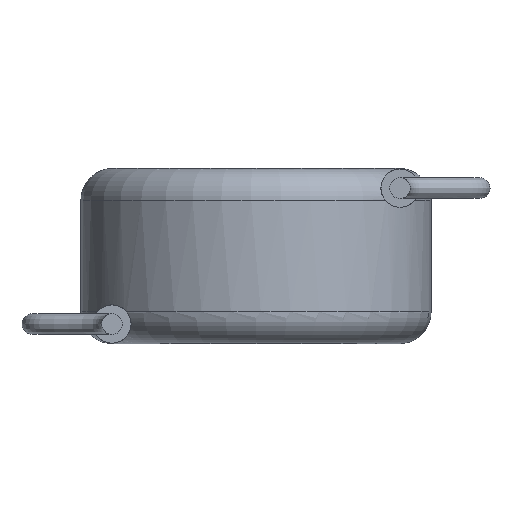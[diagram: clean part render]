
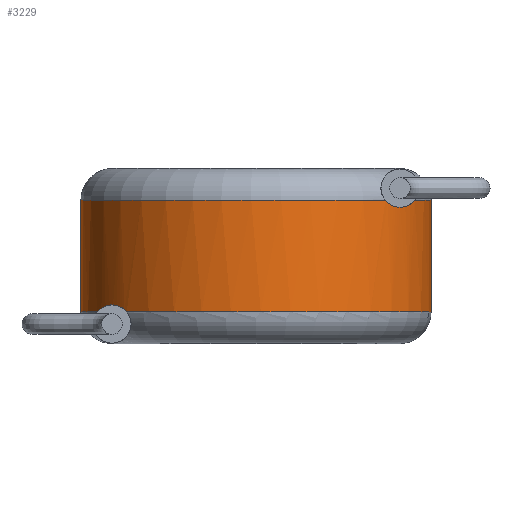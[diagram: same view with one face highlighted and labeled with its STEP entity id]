
A CAD part, front view. The second image highlights one B-rep face of the part: STEP entity #3229.
In plain terms, the highlighted cylindrical face has radius 5.5 mm (diameter 11 mm), a partial arc.
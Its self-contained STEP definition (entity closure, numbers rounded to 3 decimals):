
#9 = CARTESIAN_POINT ( 'NONE',  ( 4.061, -3.71, 4.5 ) ) ;
#28 = CARTESIAN_POINT ( 'NONE',  ( -4.641, -2.955, 1.21 ) ) ;
#157 = VECTOR ( 'NONE', #2466, 1000. ) ;
#160 = DIRECTION ( 'NONE',  ( -1., 0., 0. ) ) ;
#180 = CARTESIAN_POINT ( 'NONE',  ( 4.447, -3.239, 4.284 ) ) ;
#215 = DIRECTION ( 'NONE',  ( 0., 0., 1. ) ) ;
#250 = ORIENTED_EDGE ( 'NONE', *, *, #475, .T. ) ;
#251 = CARTESIAN_POINT ( 'NONE',  ( 4.61, -3.004, 4.284 ) ) ;
#266 = CARTESIAN_POINT ( 'NONE',  ( -4.974, -2.347, 1.011 ) ) ;
#275 = EDGE_CURVE ( 'NONE', #3252, #3159, #278, .T. ) ;
#278 = LINE ( 'NONE', #3116, #157 ) ;
#367 = EDGE_CURVE ( 'NONE', #1780, #1867, #4028, .T. ) ;
#441 = CARTESIAN_POINT ( 'NONE',  ( -4.914, -2.474, 1.078 ) ) ;
#475 = EDGE_CURVE ( 'NONE', #1218, #840, #724, .T. ) ;
#476 = VECTOR ( 'NONE', #2799, 1000. ) ;
#493 = CARTESIAN_POINT ( 'NONE',  ( 4.061, -3.71, 4.5 ) ) ;
#526 = AXIS2_PLACEMENT_3D ( 'NONE', #2086, #2724, #160 ) ;
#534 = CARTESIAN_POINT ( 'NONE',  ( -5.5, 0., 5.5 ) ) ;
#591 = EDGE_CURVE ( 'NONE', #1612, #3165, #606, .T. ) ;
#606 = B_SPLINE_CURVE_WITH_KNOTS ( 'NONE', 3,
 ( #1241, #1901, #2538, #1911 ),
 .UNSPECIFIED., .F., .F.,
 ( 4, 4 ),
 ( 0., 0. ),
 .UNSPECIFIED. ) ;
#638 = DIRECTION ( 'NONE',  ( 1., 0., 0. ) ) ;
#704 = DIRECTION ( 'NONE',  ( 0., 0., -1. ) ) ;
#724 = B_SPLINE_CURVE_WITH_KNOTS ( 'NONE', 3,
 ( #3459, #4124, #266, #3146 ),
 .UNSPECIFIED., .F., .F.,
 ( 4, 4 ),
 ( 0., 0. ),
 .UNSPECIFIED. ) ;
#767 = CARTESIAN_POINT ( 'NONE',  ( -4.851, -2.595, 1.123 ) ) ;
#772 = EDGE_CURVE ( 'NONE', #2355, #3159, #1956, .T. ) ;
#818 = FACE_OUTER_BOUND ( 'NONE', #1783, .T. ) ;
#840 = VERTEX_POINT ( 'NONE', #2767 ) ;
#989 = VERTEX_POINT ( 'NONE', #1582 ) ;
#1129 = B_SPLINE_CURVE_WITH_KNOTS ( 'NONE', 3,
 ( #1377, #2340, #1650, #3870, #1971, #28, #2718, #767, #441, #2688 ),
 .UNSPECIFIED., .F., .F.,
 ( 4, 2, 2, 2, 4 ),
 ( 0., 0., 0.001, 0.001, 0.002 ),
 .UNSPECIFIED. ) ;
#1150 = CARTESIAN_POINT ( 'NONE',  ( 4.211, -3.541, 4.364 ) ) ;
#1218 = VERTEX_POINT ( 'NONE', #2519 ) ;
#1231 = EDGE_CURVE ( 'NONE', #989, #1395, #3511, .T. ) ;
#1241 = CARTESIAN_POINT ( 'NONE',  ( 4.983, -2.328, 4.5 ) ) ;
#1245 = B_SPLINE_CURVE_WITH_KNOTS ( 'NONE', 3,
 ( #2201, #251, #2507, #2829, #3474, #1580 ),
 .UNSPECIFIED., .F., .F.,
 ( 4, 2, 4 ),
 ( 0.003, 0.004, 0.004 ),
 .UNSPECIFIED. ) ;
#1285 = EDGE_CURVE ( 'NONE', #1395, #1218, #2060, .T. ) ;
#1302 = CARTESIAN_POINT ( 'NONE',  ( 4.522, -3.131, 4.284 ) ) ;
#1377 = CARTESIAN_POINT ( 'NONE',  ( -4.061, -3.71, 1. ) ) ;
#1395 = VERTEX_POINT ( 'NONE', #1673 ) ;
#1402 = ORIENTED_EDGE ( 'NONE', *, *, #1770, .F. ) ;
#1430 = AXIS2_PLACEMENT_3D ( 'NONE', #1821, #215, #2469 ) ;
#1435 = EDGE_CURVE ( 'NONE', #2355, #840, #1129, .T. ) ;
#1537 = CARTESIAN_POINT ( 'NONE',  ( 4.13, -3.634, 4.417 ) ) ;
#1580 = CARTESIAN_POINT ( 'NONE',  ( 4.969, -2.357, 4.484 ) ) ;
#1582 = CARTESIAN_POINT ( 'NONE',  ( -5.5, 0., 4.5 ) ) ;
#1599 = CARTESIAN_POINT ( 'NONE',  ( 5.5, 0., 1. ) ) ;
#1612 = VERTEX_POINT ( 'NONE', #2115 ) ;
#1614 = CARTESIAN_POINT ( 'NONE',  ( 0., 0., 1. ) ) ;
#1650 = CARTESIAN_POINT ( 'NONE',  ( -4.225, -3.524, 1.146 ) ) ;
#1673 = CARTESIAN_POINT ( 'NONE',  ( -5.5, 0., 1. ) ) ;
#1770 = EDGE_CURVE ( 'NONE', #1867, #3165, #1245, .T. ) ;
#1780 = VERTEX_POINT ( 'NONE', #9 ) ;
#1783 = EDGE_LOOP ( 'NONE', ( #2307, #1970, #2287, #1402, #3900, #3748, #3719, #3243, #250, #4130, #3331 ) ) ;
#1821 = CARTESIAN_POINT ( 'NONE',  ( 0., 0., 1. ) ) ;
#1867 = VERTEX_POINT ( 'NONE', #1302 ) ;
#1901 = CARTESIAN_POINT ( 'NONE',  ( 4.978, -2.338, 4.495 ) ) ;
#1911 = CARTESIAN_POINT ( 'NONE',  ( 4.969, -2.357, 4.484 ) ) ;
#1956 = CIRCLE ( 'NONE', #1430, 5.5 ) ;
#1963 = DIRECTION ( 'NONE',  ( 0., 0., 1. ) ) ;
#1970 = ORIENTED_EDGE ( 'NONE', *, *, #1985, .T. ) ;
#1971 = CARTESIAN_POINT ( 'NONE',  ( -4.482, -3.191, 1.22 ) ) ;
#1979 = EDGE_CURVE ( 'NONE', #1780, #989, #3289, .T. ) ;
#1985 = EDGE_CURVE ( 'NONE', #3252, #1612, #2450, .T. ) ;
#1988 = DIRECTION ( 'NONE',  ( 1., 0., 0. ) ) ;
#2060 = CIRCLE ( 'NONE', #2588, 5.5 ) ;
#2086 = CARTESIAN_POINT ( 'NONE',  ( 0., 0., 5.5 ) ) ;
#2115 = CARTESIAN_POINT ( 'NONE',  ( 4.983, -2.328, 4.5 ) ) ;
#2201 = CARTESIAN_POINT ( 'NONE',  ( 4.522, -3.131, 4.284 ) ) ;
#2287 = ORIENTED_EDGE ( 'NONE', *, *, #591, .T. ) ;
#2307 = ORIENTED_EDGE ( 'NONE', *, *, #275, .F. ) ;
#2340 = CARTESIAN_POINT ( 'NONE',  ( -4.136, -3.627, 1.091 ) ) ;
#2355 = VERTEX_POINT ( 'NONE', #4033 ) ;
#2450 = CIRCLE ( 'NONE', #3200, 5.5 ) ;
#2466 = DIRECTION ( 'NONE',  ( 0., 0., -1. ) ) ;
#2469 = DIRECTION ( 'NONE',  ( 1., 0., 0. ) ) ;
#2507 = CARTESIAN_POINT ( 'NONE',  ( 4.691, -2.875, 4.302 ) ) ;
#2519 = CARTESIAN_POINT ( 'NONE',  ( -4.983, -2.328, 1. ) ) ;
#2538 = CARTESIAN_POINT ( 'NONE',  ( 4.974, -2.347, 4.489 ) ) ;
#2588 = AXIS2_PLACEMENT_3D ( 'NONE', #1614, #1963, #638 ) ;
#2628 = CARTESIAN_POINT ( 'NONE',  ( 0., 0., 4.5 ) ) ;
#2639 = CARTESIAN_POINT ( 'NONE',  ( 0., 0., 4.5 ) ) ;
#2688 = CARTESIAN_POINT ( 'NONE',  ( -4.969, -2.357, 1.016 ) ) ;
#2718 = CARTESIAN_POINT ( 'NONE',  ( -4.715, -2.836, 1.189 ) ) ;
#2724 = DIRECTION ( 'NONE',  ( 0., 0., -1. ) ) ;
#2767 = CARTESIAN_POINT ( 'NONE',  ( -4.969, -2.357, 1.016 ) ) ;
#2799 = DIRECTION ( 'NONE',  ( 0., 0., -1. ) ) ;
#2829 = CARTESIAN_POINT ( 'NONE',  ( 4.841, -2.615, 4.369 ) ) ;
#2913 = DIRECTION ( 'NONE',  ( 1., 0., 0. ) ) ;
#2947 = DIRECTION ( 'NONE',  ( 0., 0., -1. ) ) ;
#3103 = CARTESIAN_POINT ( 'NONE',  ( 4.522, -3.131, 4.284 ) ) ;
#3116 = CARTESIAN_POINT ( 'NONE',  ( 5.5, 0., 5.5 ) ) ;
#3146 = CARTESIAN_POINT ( 'NONE',  ( -4.969, -2.357, 1.016 ) ) ;
#3159 = VERTEX_POINT ( 'NONE', #1599 ) ;
#3165 = VERTEX_POINT ( 'NONE', #3205 ) ;
#3200 = AXIS2_PLACEMENT_3D ( 'NONE', #2628, #704, #1988 ) ;
#3205 = CARTESIAN_POINT ( 'NONE',  ( 4.969, -2.357, 4.484 ) ) ;
#3229 = ADVANCED_FACE ( 'NONE', ( #818 ), #3784, .T. ) ;
#3243 = ORIENTED_EDGE ( 'NONE', *, *, #1285, .T. ) ;
#3252 = VERTEX_POINT ( 'NONE', #3653 ) ;
#3289 = CIRCLE ( 'NONE', #3682, 5.5 ) ;
#3331 = ORIENTED_EDGE ( 'NONE', *, *, #772, .T. ) ;
#3382 = CARTESIAN_POINT ( 'NONE',  ( 4.369, -3.343, 4.297 ) ) ;
#3459 = CARTESIAN_POINT ( 'NONE',  ( -4.983, -2.328, 1. ) ) ;
#3474 = CARTESIAN_POINT ( 'NONE',  ( 4.91, -2.483, 4.417 ) ) ;
#3511 = LINE ( 'NONE', #534, #476 ) ;
#3653 = CARTESIAN_POINT ( 'NONE',  ( 5.5, 0., 4.5 ) ) ;
#3682 = AXIS2_PLACEMENT_3D ( 'NONE', #2639, #2947, #2913 ) ;
#3719 = ORIENTED_EDGE ( 'NONE', *, *, #1231, .T. ) ;
#3748 = ORIENTED_EDGE ( 'NONE', *, *, #1979, .T. ) ;
#3784 = CYLINDRICAL_SURFACE ( 'NONE', #526, 5.5 ) ;
#3870 = CARTESIAN_POINT ( 'NONE',  ( -4.397, -3.307, 1.21 ) ) ;
#3900 = ORIENTED_EDGE ( 'NONE', *, *, #367, .F. ) ;
#4028 = B_SPLINE_CURVE_WITH_KNOTS ( 'NONE', 3,
 ( #493, #1537, #1150, #3382, #180, #3103 ),
 .UNSPECIFIED., .F., .F.,
 ( 4, 2, 4 ),
 ( 0.003, 0.003, 0.003 ),
 .UNSPECIFIED. ) ;
#4033 = CARTESIAN_POINT ( 'NONE',  ( -4.061, -3.71, 1. ) ) ;
#4124 = CARTESIAN_POINT ( 'NONE',  ( -4.978, -2.338, 1.005 ) ) ;
#4130 = ORIENTED_EDGE ( 'NONE', *, *, #1435, .F. ) ;
